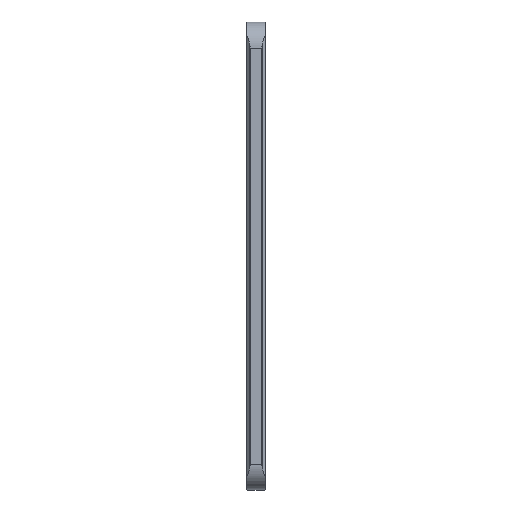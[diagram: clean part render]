
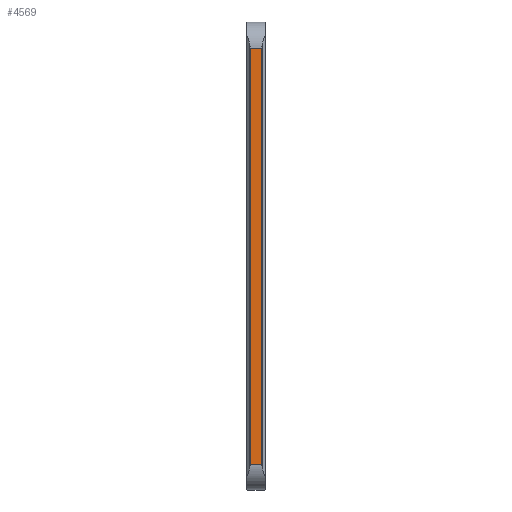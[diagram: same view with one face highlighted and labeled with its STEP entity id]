
A CAD part, left-side view. The second image highlights one B-rep face of the part: STEP entity #4569.
In plain terms, the highlighted planar face has unit normal (-1, 0, 0).
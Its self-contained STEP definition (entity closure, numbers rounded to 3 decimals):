
#65 = EDGE_CURVE ( 'NONE', #616, #4406, #2358, .T. ) ;
#104 = EDGE_CURVE ( 'NONE', #4406, #3098, #4014, .T. ) ;
#185 = VECTOR ( 'NONE', #1514, 1000. ) ;
#244 = PLANE ( 'NONE',  #1473 ) ;
#428 = CARTESIAN_POINT ( 'NONE',  ( 0., 2.296, -32. ) ) ;
#607 = EDGE_CURVE ( 'NONE', #3098, #2059, #5416, .T. ) ;
#615 = ORIENTED_EDGE ( 'NONE', *, *, #65, .F. ) ;
#616 = VERTEX_POINT ( 'NONE', #3718 ) ;
#734 = VECTOR ( 'NONE', #1924, 1000. ) ;
#839 = ORIENTED_EDGE ( 'NONE', *, *, #104, .F. ) ;
#1028 = DIRECTION ( 'NONE',  ( 0., 1., 0. ) ) ;
#1252 = DIRECTION ( 'NONE',  ( 0., -1., 0. ) ) ;
#1458 = CARTESIAN_POINT ( 'NONE',  ( 0., 0., -32. ) ) ;
#1461 = CARTESIAN_POINT ( 'NONE',  ( 0., 0., 4. ) ) ;
#1473 = AXIS2_PLACEMENT_3D ( 'NONE', #1461, #2445, #2361 ) ;
#1514 = DIRECTION ( 'NONE',  ( 0., 0., -1. ) ) ;
#1853 = ORIENTED_EDGE ( 'NONE', *, *, #607, .F. ) ;
#1924 = DIRECTION ( 'NONE',  ( 0., 0., 1. ) ) ;
#1957 = CARTESIAN_POINT ( 'NONE',  ( 0., 2.296, 4. ) ) ;
#2059 = VERTEX_POINT ( 'NONE', #3967 ) ;
#2102 = CARTESIAN_POINT ( 'NONE',  ( 0., 0.604, -32. ) ) ;
#2129 = CARTESIAN_POINT ( 'NONE',  ( 0., 0., 32. ) ) ;
#2358 = LINE ( 'NONE', #4861, #185 ) ;
#2361 = DIRECTION ( 'NONE',  ( 0., 0., -1. ) ) ;
#2445 = DIRECTION ( 'NONE',  ( 1., 0., 0. ) ) ;
#3098 = VERTEX_POINT ( 'NONE', #428 ) ;
#3260 = VECTOR ( 'NONE', #1028, 1000. ) ;
#3718 = CARTESIAN_POINT ( 'NONE',  ( 0., 0.604, 32. ) ) ;
#3967 = CARTESIAN_POINT ( 'NONE',  ( 0., 2.296, 32. ) ) ;
#4014 = LINE ( 'NONE', #1458, #3260 ) ;
#4238 = LINE ( 'NONE', #2129, #5275 ) ;
#4406 = VERTEX_POINT ( 'NONE', #2102 ) ;
#4523 = FACE_OUTER_BOUND ( 'NONE', #4962, .T. ) ;
#4569 = ADVANCED_FACE ( 'NONE', ( #4523 ), #244, .F. ) ;
#4631 = EDGE_CURVE ( 'NONE', #2059, #616, #4238, .T. ) ;
#4861 = CARTESIAN_POINT ( 'NONE',  ( 0., 0.604, 4. ) ) ;
#4962 = EDGE_LOOP ( 'NONE', ( #839, #615, #5200, #1853 ) ) ;
#5200 = ORIENTED_EDGE ( 'NONE', *, *, #4631, .F. ) ;
#5275 = VECTOR ( 'NONE', #1252, 1000. ) ;
#5416 = LINE ( 'NONE', #1957, #734 ) ;
